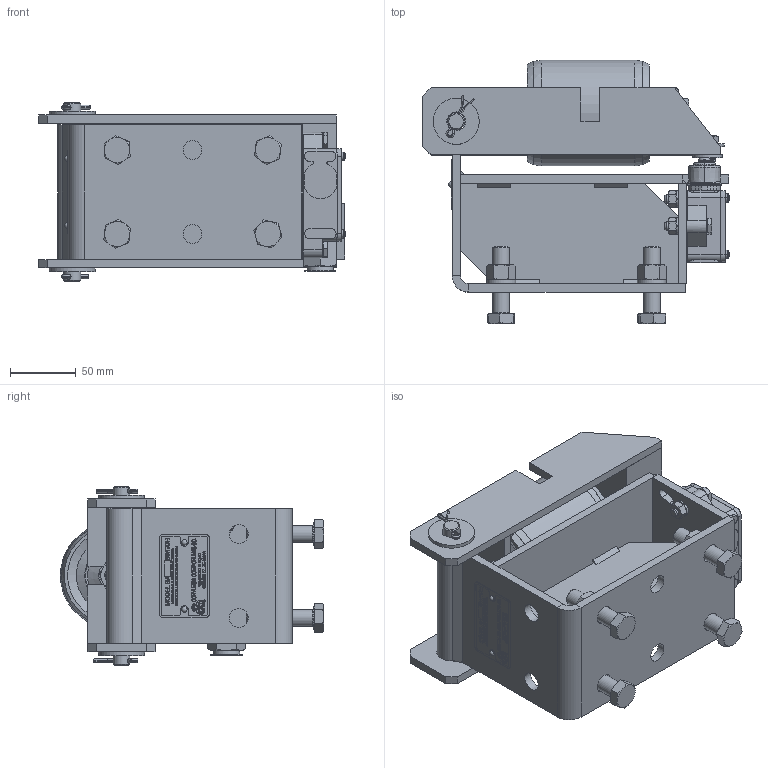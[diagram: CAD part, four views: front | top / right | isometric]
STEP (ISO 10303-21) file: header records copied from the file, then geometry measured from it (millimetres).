
FILE_DESCRIPTION(/* description */ ('Model BA-2 Belt Alignment Control'),/* implementation_level */ '2;1');
FILE_NAME(/* name */ 'BA-2.stp',/* time_stamp */ '2016-12-16T13:50:00-05:00',/* author */ ('GL'),/* organization */ ('Conveyor Components Company, Division of Material Control, Inc.'),/* preprocessor_version */ 'ST-DEVELOPER v16.1',/* originating_system */ 'Autodesk Inventor 2016',/* authorisation */ 'GL');
FILE_SCHEMA (('AUTOMOTIVE_DESIGN { 1 0 10303 214 3 1 1 }'));
Products named in the file (38): 20060054_Welds; 20060057; 20060008; 20060006; 20060005; 20060305; 20060054; 20060055_Welds; 20060011; 20060010; 20060009; 20060055; 22013103; 20065100; 20061091; 22014001; 22013425; 22016101; 22011011; 22013101; 22013102; 20044205; 20066545_20060025_BA-1X; 20066545_20060025_BA-1X_1; 20060025_BA-1; 20066544; 22014406; 20060026; 22014401; 22013502; 22011302; 20060050; 20061177; 22018512; 20060028; 20060003; 20060024; BA-2
Assembly tree (59 placements, depth 4):
  BA-2
    20060054
      20060054_Welds
      20060057
      20060008
      20060006
      20060005
      20060305
    20060055
      20060055_Welds
      20060011
      20060010
      20060009  x2
    22013103  x2
    20065100
    20061091  x3
    22014001  x3
    22013425  x3
    22016101  x2
    20060025_BA-1
      22011011
      22013101
      22013102
      20044205
      20066545_20060025_BA-1X_1
        20066545_20060025_BA-1X
    20060026
      20066544
      22014406  x4
    22014401  x4
    22013502  x4
    22011302  x4
    20060050
    20060028
      20061177
      22018512
    20060024
      20065100
      20060003
Bounding box: 232.39 x 199.57 x 134.95 mm (x, y, z)
Volume: 935401.7 mm3; surface area: 430629.2 mm2
Topology: 71 solids, 93 shells, 3986 faces, 9922 edges, 6303 vertices
Faces by surface type: plane 1998, bspline 751, cylinder 524, cone 373, sphere 180, torus 160
Full cylindrical faces by diameter (mm): 0.935 x1, 1.189 x1, 2.032 x2, 2.388 x2, 2.464 x2, 2.769 x2, 3.962 x2, 4.978 x3, 6.35 x3, 7.142 x3, 7.798 x2, 9.525 x2, 10.001 x3, 10.592 x8, 11.125 x1, 12.7 x6, 12.859 x1, 12.9 x2, 13.494 x2, 14.275 x2, 14.287 x8, 14.3 x1, 15 x2, 17.145 x4, 18.7 x4, 20.5 x8, 21.4 x2, 22.225 x2, 23.876 x1, 25.4 x1
Entity records: 120322 total; most frequent: CARTESIAN_POINT 37162, ORIENTED_EDGE 17614, DIRECTION 14929, EDGE_CURVE 8807, VERTEX_POINT 5717, LINE 5077, VECTOR 5077, AXIS2_PLACEMENT_3D 4926
